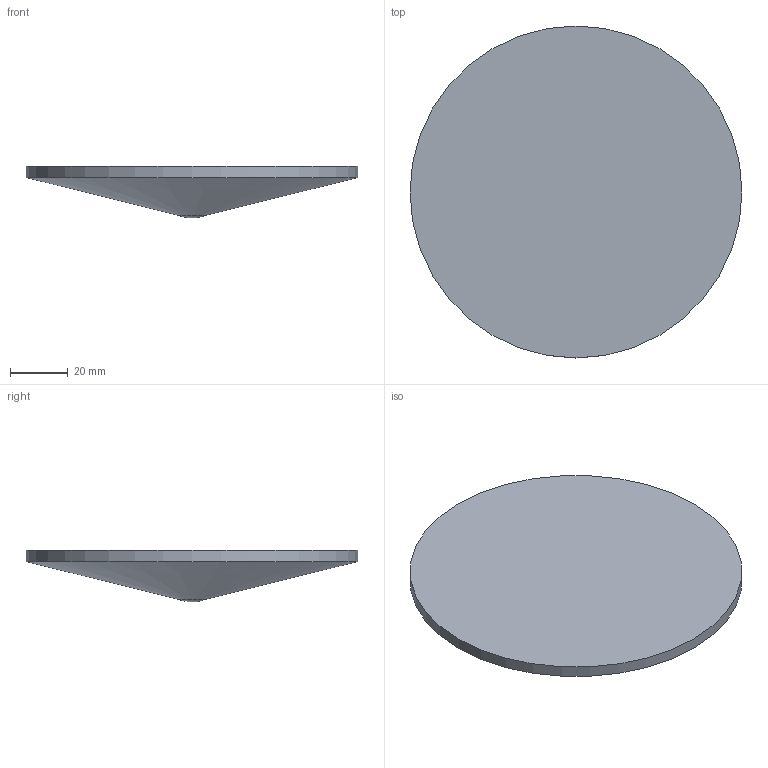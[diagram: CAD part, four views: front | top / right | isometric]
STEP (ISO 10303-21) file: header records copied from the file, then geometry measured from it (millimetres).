
FILE_DESCRIPTION(('FreeCAD Model'),'2;1');
FILE_NAME('Open CASCADE Shape Model','2025-04-16T14:32:07',(''),(''), 'Open CASCADE STEP processor 7.8','FreeCAD','Unknown');
FILE_SCHEMA(('AUTOMOTIVE_DESIGN { 1 0 10303 214 1 1 1 1 }'));
Length unit declared in the file: millimetre
Products named in the file (1): Revolution
Bounding box: 115 x 115 x 18 mm (x, y, z)
Volume: 90851.5 mm3; surface area: 22533.4 mm2
Topology: 1 solids, 1 shells, 5 faces, 11 edges, 7 vertices
Faces by surface type: cone 2, sphere 1, cylinder 1, plane 1
Full cylindrical faces by diameter (mm): 115 x1
Entity records: 159 total; most frequent: DIRECTION 27, CARTESIAN_POINT 25, ORIENTED_EDGE 20, AXIS2_PLACEMENT_3D 13, EDGE_CURVE 10, VERTEX_POINT 7, CIRCLE 7, ADVANCED_FACE 5
